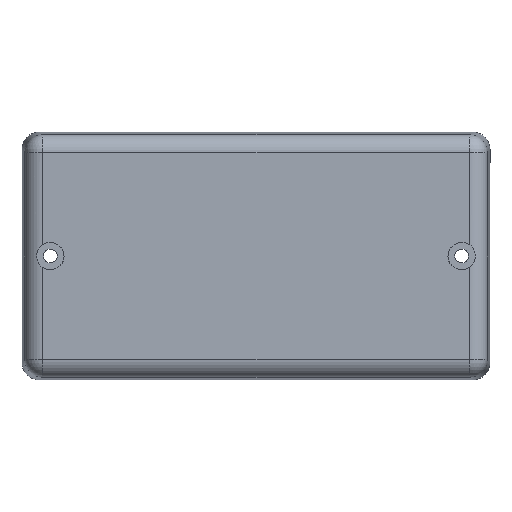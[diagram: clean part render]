
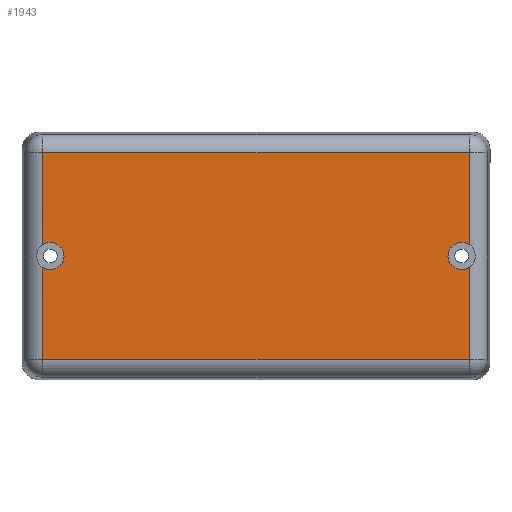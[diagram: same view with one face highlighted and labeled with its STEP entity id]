
A CAD part, front view. The second image highlights one B-rep face of the part: STEP entity #1943.
In plain terms, the highlighted planar face has unit normal (0, -1, 0).
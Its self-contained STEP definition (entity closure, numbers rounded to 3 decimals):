
#60=CARTESIAN_POINT('',(-55.371,-25.4,2.925));
#61=VERTEX_POINT('',#60);
#62=CARTESIAN_POINT('',(-55.371,-25.4,-2.925));
#63=VERTEX_POINT('',#62);
#64=CARTESIAN_POINT('',(-53.35,-25.4,0.));
#65=DIRECTION('',(0.0,1.0,0.0));
#66=DIRECTION('',(0.0,0.0,-1.0));
#67=AXIS2_PLACEMENT_3D('',#64,#65,#66);
#68=CIRCLE('',#67,3.555);
#69=EDGE_CURVE('',#61,#63,#68,.T.);
#115=CARTESIAN_POINT('',(55.371,-25.4,-2.925));
#116=VERTEX_POINT('',#115);
#117=CARTESIAN_POINT('',(55.371,-25.4,2.925));
#118=VERTEX_POINT('',#117);
#119=CARTESIAN_POINT('',(53.35,-25.4,0.));
#120=DIRECTION('',(0.0,1.0,0.0));
#121=DIRECTION('',(0.0,0.0,-1.0));
#122=AXIS2_PLACEMENT_3D('',#119,#120,#121);
#123=CIRCLE('',#122,3.555);
#124=EDGE_CURVE('',#116,#118,#123,.T.);
#1700=CARTESIAN_POINT('',(-55.371,-25.4,26.821));
#1701=VERTEX_POINT('',#1700);
#1759=CARTESIAN_POINT('',(-55.371,-25.4,-26.821));
#1760=VERTEX_POINT('',#1759);
#1785=CARTESIAN_POINT('',(55.371,-25.4,-26.821));
#1786=VERTEX_POINT('',#1785);
#1827=CARTESIAN_POINT('',(55.371,-25.4,26.821));
#1828=VERTEX_POINT('',#1827);
#1853=CARTESIAN_POINT('',(55.371,-25.4,26.821));
#1854=DIRECTION('',(-1.0,0.0,0.0));
#1855=VECTOR('',#1854,110.742);
#1856=LINE('',#1853,#1855);
#1857=EDGE_CURVE('',#1828,#1701,#1856,.T.);
#1869=CARTESIAN_POINT('',(-55.371,-25.4,-2.925));
#1870=DIRECTION('',(0.,0.,-1.0));
#1871=VECTOR('',#1870,23.896);
#1872=LINE('',#1869,#1871);
#1873=EDGE_CURVE('',#63,#1760,#1872,.T.);
#1876=CARTESIAN_POINT('',(-55.371,-25.4,26.821));
#1877=DIRECTION('',(0.0,0.,-1.0));
#1878=VECTOR('',#1877,23.896);
#1879=LINE('',#1876,#1878);
#1880=EDGE_CURVE('',#1701,#61,#1879,.T.);
#1892=CARTESIAN_POINT('',(-55.371,-25.4,-26.821));
#1893=DIRECTION('',(1.0,0.0,0.0));
#1894=VECTOR('',#1893,110.742);
#1895=LINE('',#1892,#1894);
#1896=EDGE_CURVE('',#1760,#1786,#1895,.T.);
#1910=CARTESIAN_POINT('',(55.371,-25.4,2.925));
#1911=DIRECTION('',(0.,0.,1.0));
#1912=VECTOR('',#1911,23.896);
#1913=LINE('',#1910,#1912);
#1914=EDGE_CURVE('',#118,#1828,#1913,.T.);
#1917=CARTESIAN_POINT('',(55.371,-25.4,-26.821));
#1918=DIRECTION('',(0.,0.,1.0));
#1919=VECTOR('',#1918,23.896);
#1920=LINE('',#1917,#1919);
#1921=EDGE_CURVE('',#1786,#116,#1920,.T.);
#1928=CARTESIAN_POINT('',(70.268,-25.4,-27.821));
#1929=DIRECTION('',(0.0,-1.0,0.0));
#1930=DIRECTION('',(0.0,0.0,-1.0));
#1931=AXIS2_PLACEMENT_3D('',#1928,#1929,#1930);
#1932=PLANE('',#1931);
#1933=ORIENTED_EDGE('',*,*,#1896,.T.);
#1934=ORIENTED_EDGE('',*,*,#1921,.T.);
#1935=ORIENTED_EDGE('',*,*,#124,.T.);
#1936=ORIENTED_EDGE('',*,*,#1914,.T.);
#1937=ORIENTED_EDGE('',*,*,#1857,.T.);
#1938=ORIENTED_EDGE('',*,*,#1880,.T.);
#1939=ORIENTED_EDGE('',*,*,#69,.T.);
#1940=ORIENTED_EDGE('',*,*,#1873,.T.);
#1941=EDGE_LOOP('',(#1933,#1934,#1935,#1936,#1937,#1938,#1939,#1940));
#1942=FACE_OUTER_BOUND('',#1941,.T.);
#1943=ADVANCED_FACE('',(#1942),#1932,.T.);
